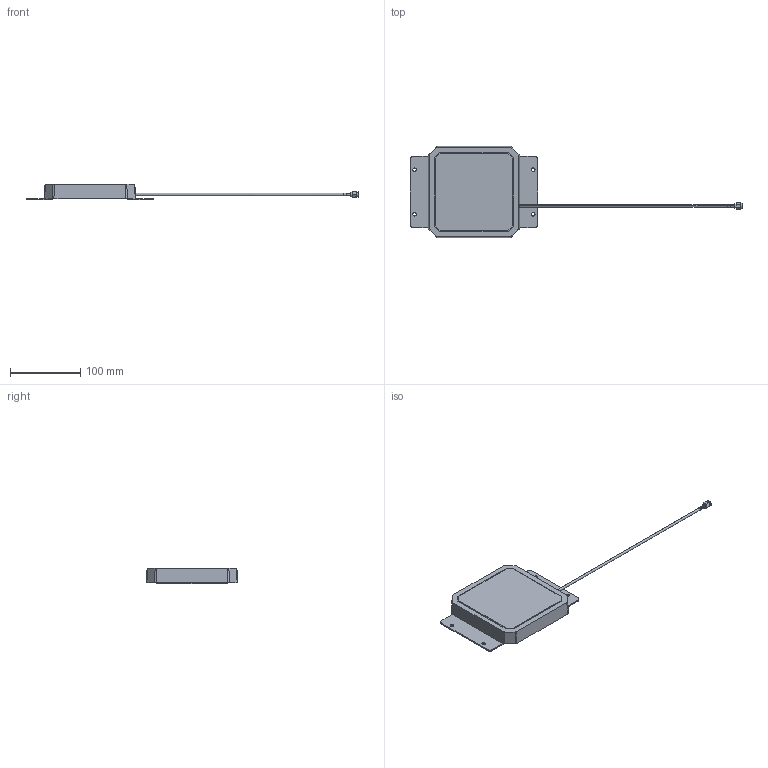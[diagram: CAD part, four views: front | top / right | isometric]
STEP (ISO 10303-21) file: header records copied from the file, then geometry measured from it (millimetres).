
FILE_DESCRIPTION (( 'STEP AP214' ), '1' );
FILE_NAME ('LCANFP1073-SM_3D.step', '2024-05-01T15:41:21', ( '' ), ( '' ), 'SwSTEP 2.0', 'SolidWorks 2022', '' );
FILE_SCHEMA (( 'AUTOMOTIVE_DESIGN' ));
Length unit declared in the file: inch
Products named in the file (7): LCANFP1073-SM_3D; 1AB01-021-MA2_默认; 1AB01-021-MA3_默认; LCANFP1073-SM; 1AB01-021-MA1_默认; 1AB01-021_默认; ILS-100-03_FLAT
Assembly tree (6 placements, depth 3):
  LCANFP1073-SM_3D
    LCANFP1073-SM
    1AB01-021_默认
      1AB01-021-MA1_默认
      1AB01-021-MA2_默认
      1AB01-021-MA3_默认
    ILS-100-03_FLAT
Bounding box: 472.69 x 130 x 22.41 mm (x, y, z)
Volume: 349929.2 mm3; surface area: 62076.8 mm2
Topology: 5 solids, 5 shells, 1233 faces, 2656 edges, 1456 vertices
Faces by surface type: bspline 760, cylinder 312, plane 93, cone 50, torus 18
Entity records: 49707 total; most frequent: CARTESIAN_POINT 31505, ORIENTED_EDGE 5304, EDGE_CURVE 2652, DIRECTION 1862, VERTEX_POINT 1456, EDGE_LOOP 1274, ADVANCED_FACE 1233, FACE_OUTER_BOUND 1233
